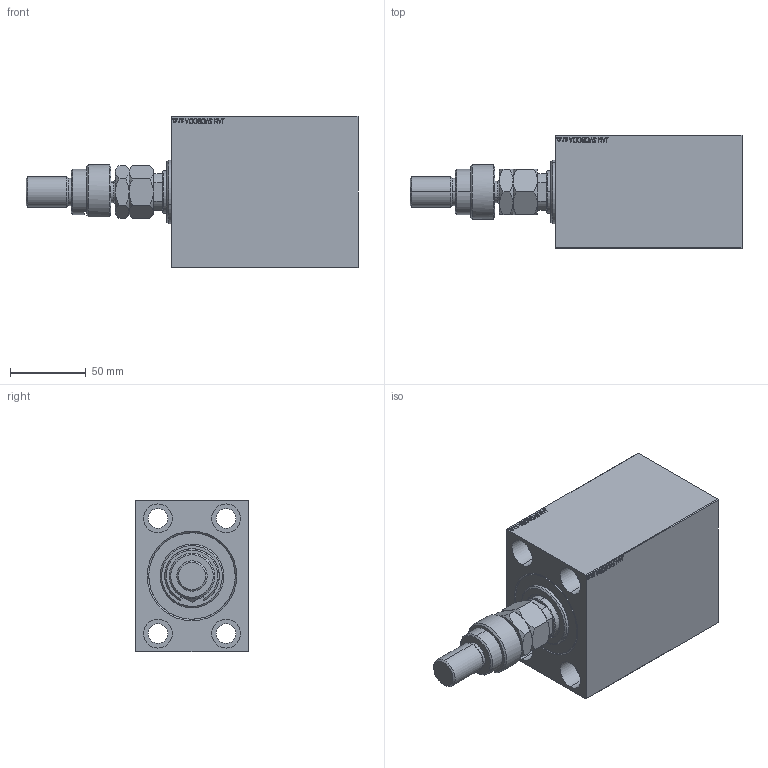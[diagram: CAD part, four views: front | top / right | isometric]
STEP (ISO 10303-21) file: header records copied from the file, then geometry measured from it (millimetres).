
FILE_DESCRIPTION (( 'STEP AP203' ), '1' );
FILE_NAME ('d1cb.STEP', '2024-02-11T20:04:39', ( '' ), ( '' ), 'SwSTEP 2.0', 'SolidWorks 2019', '' );
FILE_SCHEMA (( 'CONFIG_CONTROL_DESIGN' ));
Length unit declared in the file: millimetre
Products named in the file (7): V450CM_C_VCP 4b8add4787148bdc6d65eb441dd7af8d; FEMALE_PART_FOR_DFA 4b8add4787148bdc6d65eb441dd7af8d; DFA 4b8add4787148bdc6d65eb441dd7af8d; V450CM_C_Body 4b8add4787148bdc6d65eb441dd7af8d; V450CM_VC_B 4b8add4787148bdc6d65eb441dd7af8d; MFA 4b8add4787148bdc6d65eb441dd7af8d; d1cb
Assembly tree (6 placements, depth 3):
  d1cb
    V450CM_C_Body 4b8add4787148bdc6d65eb441dd7af8d
    V450CM_C_VCP 4b8add4787148bdc6d65eb441dd7af8d
    V450CM_VC_B 4b8add4787148bdc6d65eb441dd7af8d
    DFA 4b8add4787148bdc6d65eb441dd7af8d
      FEMALE_PART_FOR_DFA 4b8add4787148bdc6d65eb441dd7af8d
      MFA 4b8add4787148bdc6d65eb441dd7af8d
Bounding box: 219 x 75 x 100 mm (x, y, z)
Volume: 820420.3 mm3; surface area: 137650.3 mm2
Topology: 5 solids, 5 shells, 950 faces, 2398 edges, 1573 vertices
Faces by surface type: plane 437, bspline 380, cylinder 75, cone 54, torus 4
Entity records: 46951 total; most frequent: CARTESIAN_POINT 25919, ORIENTED_EDGE 4792, DIRECTION 2936, EDGE_CURVE 2396, VERTEX_POINT 1573, VECTOR 1364, LINE 1364, EDGE_LOOP 1081
